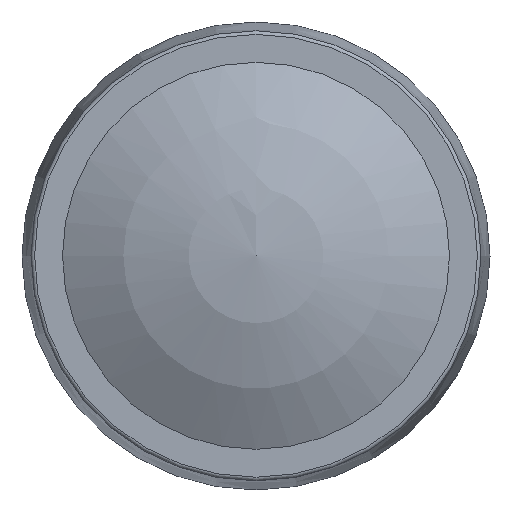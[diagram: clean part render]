
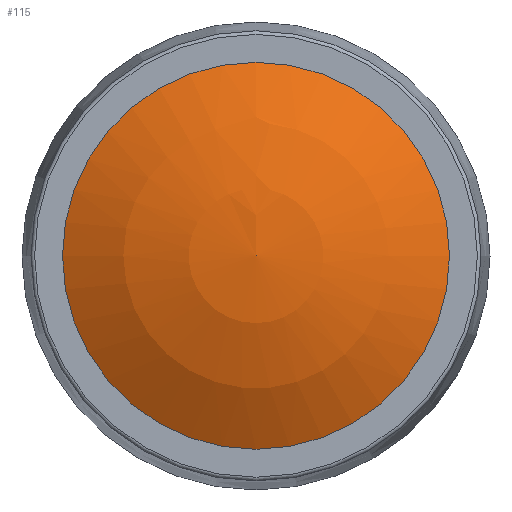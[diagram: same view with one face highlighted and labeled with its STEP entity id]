
A CAD part, top view. The second image highlights one B-rep face of the part: STEP entity #115.
In plain terms, the highlighted spherical face has radius 20.76 mm.
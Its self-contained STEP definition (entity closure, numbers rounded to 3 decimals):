
#115 = ADVANCED_FACE( '', ( #250 ), #251, .T. );
#250 = FACE_OUTER_BOUND( '', #403, .T. );
#251 = SPHERICAL_SURFACE( '', #404, 20.76 );
#403 = EDGE_LOOP( '', ( #646 ) );
#404 = AXIS2_PLACEMENT_3D( '', #647, #648, #649 );
#646 = ORIENTED_EDGE( '', *, *, #804, .T. );
#647 = CARTESIAN_POINT( '', ( 0., 0., -5.76 ) );
#648 = DIRECTION( '', ( 0., 0., 1. ) );
#649 = DIRECTION( '', ( 0., 1., 0. ) );
#804 = EDGE_CURVE( '', #930, #930, #931, .T. );
#930 = VERTEX_POINT( '', #1096 );
#931 = CIRCLE( '', #1097, 10.75 );
#1096 = CARTESIAN_POINT( '', ( 10.75, 0., 12. ) );
#1097 = AXIS2_PLACEMENT_3D( '', #1274, #1275, #1276 );
#1274 = CARTESIAN_POINT( '', ( 0., 0., 12. ) );
#1275 = DIRECTION( '', ( 0., 0., 1. ) );
#1276 = DIRECTION( '', ( 1., 0., 0. ) );
